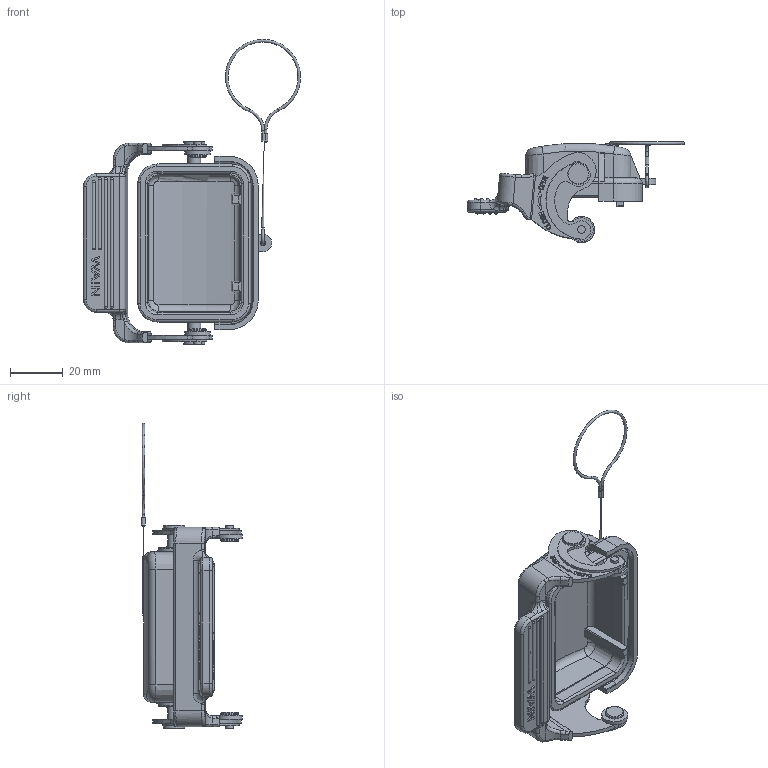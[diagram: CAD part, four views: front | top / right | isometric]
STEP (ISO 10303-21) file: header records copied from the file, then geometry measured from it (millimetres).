
FILE_DESCRIPTION(/* description */ (''),/* implementation_level */ '2;1');
FILE_NAME(/* name */ '1.stp',/* time_stamp */ '2024-03-21T18:20:51+08:00',/* author */ (''),/* organization */ (''),/* preprocessor_version */ 'ST-DEVELOPER v18.1',/* originating_system */ 'SIEMENS PLM Software NX 1980',/* authorisation */ '');
FILE_SCHEMA (('AP203_CONFIGURATION_CONTROLLED_3D_DESIGN_OF_MECHANICAL_PARTS_AND_ASSEMBLIES_MIM_LF { 1 0 10303 403 2 1 2}'));
Length unit declared in the file: millimetre
Products named in the file (1): _model3
Bounding box: 82.24 x 38.27 x 115.66 mm (x, y, z)
Volume: 28344.4 mm3; surface area: 24783.5 mm2
Topology: 4 solids, 15 shells, 1127 faces, 2909 edges, 1872 vertices
Faces by surface type: plane 508, cylinder 436, torus 63, cone 39, extrusion 35, bspline 25, sphere 21
Full cylindrical faces by diameter (mm): 1 x8, 2.959 x2, 3 x2, 4.8 x2, 4.9 x2, 5 x2, 7 x2, 8 x2, 9.8 x2
Entity records: 39827 total; most frequent: CARTESIAN_POINT 9981, ORIENTED_EDGE 5648, DIRECTION 5516, EDGE_CURVE 2824, AXIS2_PLACEMENT_3D 2033, VERTEX_POINT 1845, VECTOR 1450, LINE 1415
